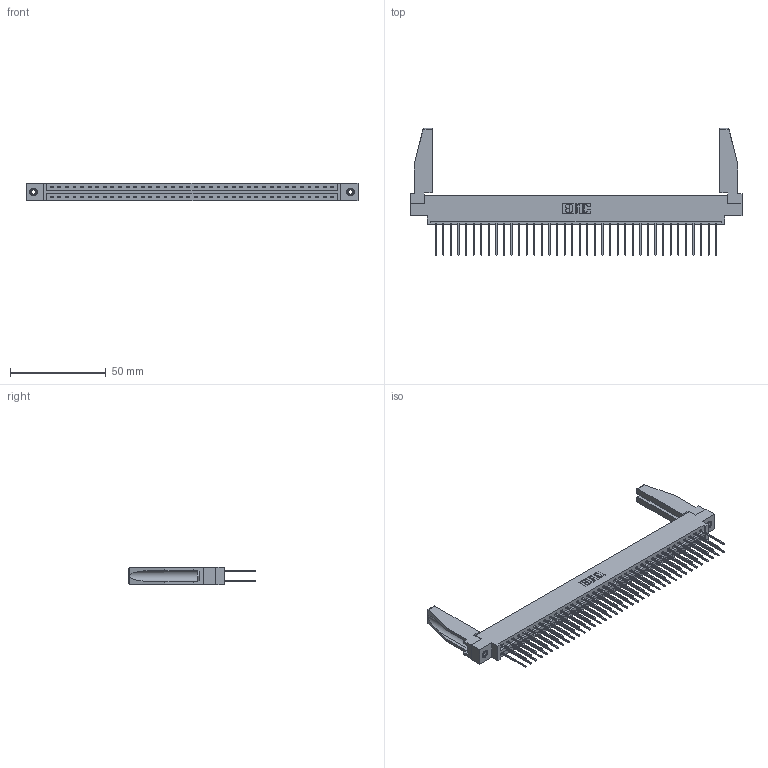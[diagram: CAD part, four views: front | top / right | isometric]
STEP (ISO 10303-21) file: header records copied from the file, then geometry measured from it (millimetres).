
FILE_DESCRIPTION (( 'STEP AP203' ), '1' );
FILE_NAME ('337-076-542-878.STEP', '2019-10-15T13:29:16', ( '' ), ( '' ), 'SwSTEP 2.0', 'SolidWorks 2016', '' );
FILE_SCHEMA (( 'CONFIG_CONTROL_DESIGN' ));
Length unit declared in the file: inch
Products named in the file (5): 307-220-078; 345-292-001_345-293-142; 337 Part_0.170 Offset - 0.156 Dia-TI; 337-076-542-878; 345-250-001_345-250-001-102
Assembly tree (81 placements, depth 2):
  337-076-542-878
    337 Part_0.170 Offset - 0.156 Dia-TI
    345-292-001_345-293-142  x76
    345-250-001_345-250-001-102  x2
    307-220-078  x2
Bounding box: 173.58 x 66.43 x 9.4 mm (x, y, z)
Volume: 22470.5 mm3; surface area: 26554.1 mm2
Topology: 81 solids, 81 shells, 4352 faces, 12889 edges, 8482 vertices
Faces by surface type: plane 3046, cylinder 1290, cone 12, torus 4
Entity records: 32570 total; most frequent: CARTESIAN_POINT 5492, ORIENTED_EDGE 5384, DIRECTION 4684, EDGE_CURVE 2692, VECTOR 2526, LINE 2526, VERTEX_POINT 1788, AXIS2_PLACEMENT_3D 1079
